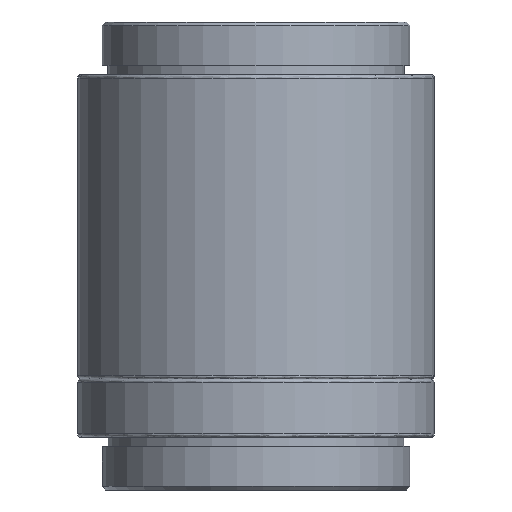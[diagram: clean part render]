
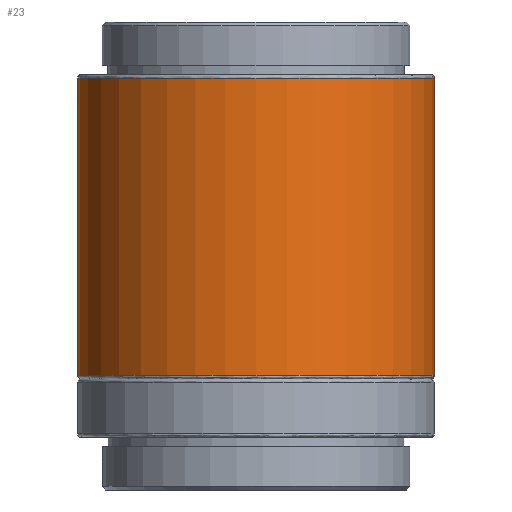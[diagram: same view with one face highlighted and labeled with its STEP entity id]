
A CAD part, front view. The second image highlights one B-rep face of the part: STEP entity #23.
In plain terms, the highlighted cylindrical face has radius 15.25 mm (diameter 30.5 mm), a full revolution.
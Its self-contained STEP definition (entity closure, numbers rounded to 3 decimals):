
#23 = ADVANCED_FACE ( 'NONE', ( #1834, #1279 ), #1069, .T. ) ;
#55 = CARTESIAN_POINT ( 'NONE',  ( 0., 0., -25.7 ) ) ;
#148 = VERTEX_POINT ( 'NONE', #920 ) ;
#208 = AXIS2_PLACEMENT_3D ( 'NONE', #232, #270, #257 ) ;
#232 = CARTESIAN_POINT ( 'NONE',  ( 0., 0., -0.3 ) ) ;
#257 = DIRECTION ( 'NONE',  ( 1., 0., 0. ) ) ;
#270 = DIRECTION ( 'NONE',  ( 0., 0., -1. ) ) ;
#284 = AXIS2_PLACEMENT_3D ( 'NONE', #55, #388, #1152 ) ;
#388 = DIRECTION ( 'NONE',  ( 0., 0., 1. ) ) ;
#442 = ORIENTED_EDGE ( 'NONE', *, *, #988, .T. ) ;
#563 = EDGE_CURVE ( 'NONE', #2138, #2138, #1335, .T. ) ;
#564 = DIRECTION ( 'NONE',  ( 0., 0., 1. ) ) ;
#920 = CARTESIAN_POINT ( 'NONE',  ( 15.25, 0., -0.3 ) ) ;
#945 = AXIS2_PLACEMENT_3D ( 'NONE', #2228, #564, #1263 ) ;
#978 = EDGE_LOOP ( 'NONE', ( #442 ) ) ;
#988 = EDGE_CURVE ( 'NONE', #148, #148, #2267, .T. ) ;
#1069 = CYLINDRICAL_SURFACE ( 'NONE', #945, 15.25 ) ;
#1100 = ORIENTED_EDGE ( 'NONE', *, *, #563, .T. ) ;
#1152 = DIRECTION ( 'NONE',  ( 1., 0., 0. ) ) ;
#1263 = DIRECTION ( 'NONE',  ( 1., 0., 0. ) ) ;
#1279 = FACE_OUTER_BOUND ( 'NONE', #2155, .T. ) ;
#1335 = CIRCLE ( 'NONE', #284, 15.25 ) ;
#1403 = CARTESIAN_POINT ( 'NONE',  ( 15.25, 0., -25.7 ) ) ;
#1834 = FACE_OUTER_BOUND ( 'NONE', #978, .T. ) ;
#2138 = VERTEX_POINT ( 'NONE', #1403 ) ;
#2155 = EDGE_LOOP ( 'NONE', ( #1100 ) ) ;
#2228 = CARTESIAN_POINT ( 'NONE',  ( 0., 0., -26. ) ) ;
#2267 = CIRCLE ( 'NONE', #208, 15.25 ) ;
